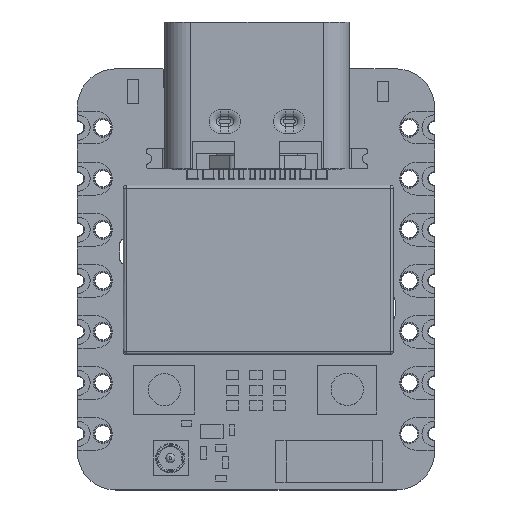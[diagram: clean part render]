
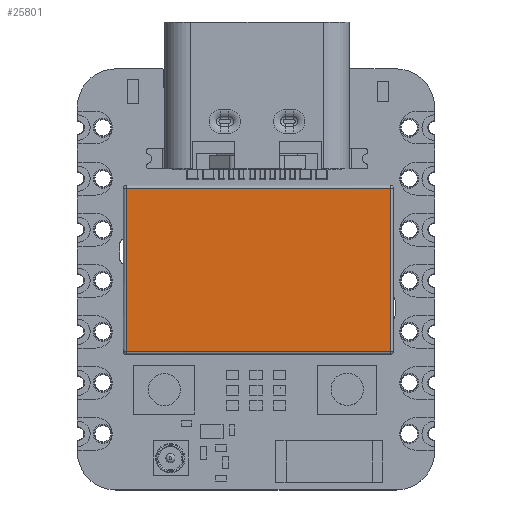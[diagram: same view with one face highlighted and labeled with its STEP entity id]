
A CAD part, top view. The second image highlights one B-rep face of the part: STEP entity #25801.
In plain terms, the highlighted planar face has unit normal (0, 0, 1).
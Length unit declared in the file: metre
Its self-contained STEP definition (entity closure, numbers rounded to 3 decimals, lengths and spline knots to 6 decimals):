
#1206=PLANE('',#34223);
#3157=LINE('',#48430,#5455);
#3158=LINE('',#48433,#5456);
#3159=LINE('',#48435,#5457);
#3160=LINE('',#48437,#5458);
#5455=VECTOR('',#40995,1.);
#5456=VECTOR('',#40996,1.);
#5457=VECTOR('',#40997,1.);
#5458=VECTOR('',#40998,1.);
#11700=ORIENTED_EDGE('',*,*,#15874,.F.);
#11701=ORIENTED_EDGE('',*,*,#15875,.F.);
#11702=ORIENTED_EDGE('',*,*,#15876,.F.);
#11703=ORIENTED_EDGE('',*,*,#15877,.F.);
#15874=EDGE_CURVE('',#18425,#18426,#3157,.T.);
#15875=EDGE_CURVE('',#18427,#18425,#3158,.T.);
#15876=EDGE_CURVE('',#18428,#18427,#3159,.T.);
#15877=EDGE_CURVE('',#18426,#18428,#3160,.T.);
#18425=VERTEX_POINT('',#48431);
#18426=VERTEX_POINT('',#48432);
#18427=VERTEX_POINT('',#48434);
#18428=VERTEX_POINT('',#48436);
#21520=EDGE_LOOP('',(#11700,#11701,#11702,#11703));
#23499=FACE_BOUND('',#21520,.T.);
#25801=ADVANCED_FACE('',(#23499),#1206,.T.);
#34223=AXIS2_PLACEMENT_3D('',#48429,#40993,#40994);
#40993=DIRECTION('',(0.,0.,1.));
#40994=DIRECTION('',(0.,1.,0.));
#40995=DIRECTION('',(-1.,0.,0.));
#40996=DIRECTION('',(0.,-1.,0.));
#40997=DIRECTION('',(1.,0.,0.));
#40998=DIRECTION('',(0.,1.,0.));
#48429=CARTESIAN_POINT('',(0.000199,0.000544,0.003522));
#48430=CARTESIAN_POINT('',(-0.003158,-0.003527,0.003522));
#48431=CARTESIAN_POINT('',(0.006772,-0.003527,0.003522));
#48432=CARTESIAN_POINT('',(-0.006375,-0.003527,0.003522));
#48433=CARTESIAN_POINT('',(0.006772,-0.001561,0.003522));
#48434=CARTESIAN_POINT('',(0.006772,0.004615,0.003522));
#48435=CARTESIAN_POINT('',(0.003555,0.004615,0.003522));
#48436=CARTESIAN_POINT('',(-0.006375,0.004615,0.003522));
#48437=CARTESIAN_POINT('',(-0.006375,0.002649,0.003522));
